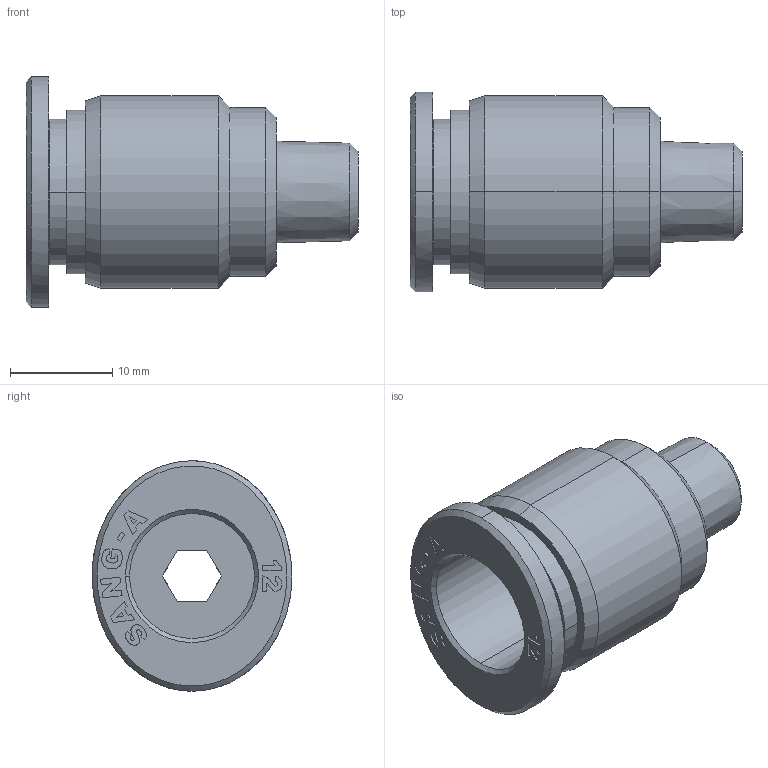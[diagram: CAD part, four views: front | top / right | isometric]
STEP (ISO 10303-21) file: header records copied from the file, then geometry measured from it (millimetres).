
FILE_DESCRIPTION((''),'2;1');
FILE_NAME('GPOC 1201(3D).stp','2012-12-26T18:14:33',(''),(''),'Mechanical Desktop.R8.0.24.0','Mechanical Desktop.R8.0.24.0',', , ');
FILE_SCHEMA(('CONFIG_CONTROL_DESIGN'));
Length unit declared in the file: millimetre
Products named in the file (2): GPOC 1201(3D); ºÎÇ°1
Assembly tree (1 placements, depth 2):
  GPOC 1201(3D)
    ºÎÇ°1
Bounding box: 32.4 x 19.5 x 22.5 mm (x, y, z)
Volume: 3883.7 mm3; surface area: 3405.8 mm2
Topology: 1 solids, 1 shells, 384 faces, 1086 edges, 719 vertices
Faces by surface type: plane 345, cone 18, cylinder 13, bspline 8
Entity records: 12697 total; most frequent: CARTESIAN_POINT 2658, ORIENTED_EDGE 2172, DIRECTION 1866, EDGE_CURVE 1086, VECTOR 1016, LINE 1016, VERTEX_POINT 719, AXIS2_PLACEMENT_3D 425
